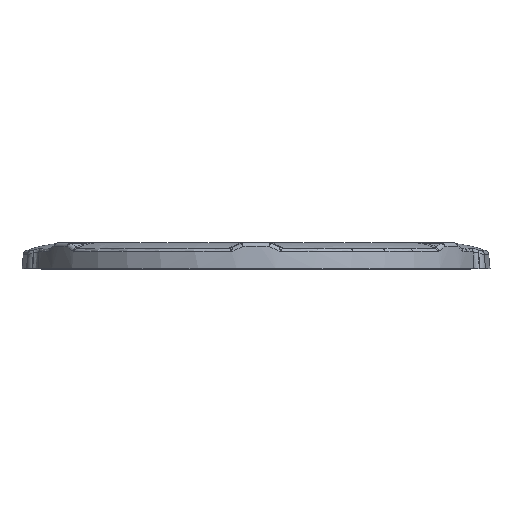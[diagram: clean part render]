
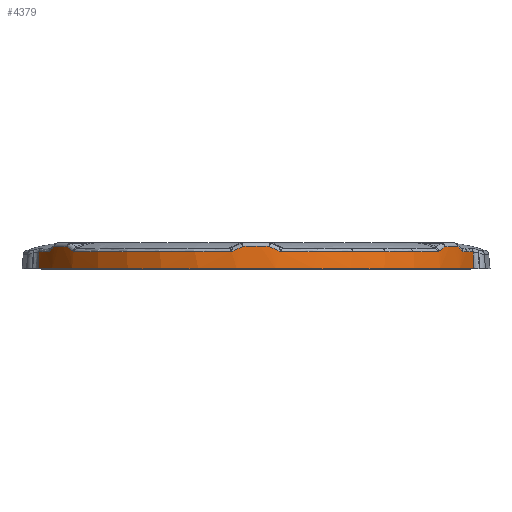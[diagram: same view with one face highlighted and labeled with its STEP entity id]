
A CAD part, top view. The second image highlights one B-rep face of the part: STEP entity #4379.
In plain terms, the highlighted conical face has half-angle 3 degrees and reference radius 57.245 mm.
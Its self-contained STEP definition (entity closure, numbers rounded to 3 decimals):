
#201=CONICAL_SURFACE('',#4775,57.245,0.052);
#495=FACE_OUTER_BOUND('',#769,.T.);
#769=EDGE_LOOP('',(#2985,#2986,#2987,#2988,#2989,#2990,#2991,#2992,#2993,
#2994,#2995,#2996,#2997,#2998,#2999,#3000));
#1039=B_SPLINE_CURVE_WITH_KNOTS('',3,(#6933,#6934,#6935,#6936),
 .UNSPECIFIED.,.F.,.F.,(4,4),(0.001,0.005),
 .UNSPECIFIED.);
#1040=B_SPLINE_CURVE_WITH_KNOTS('',3,(#6940,#6941,#6942,#6943),
 .UNSPECIFIED.,.F.,.F.,(4,4),(0.,0.004),
 .UNSPECIFIED.);
#1311=CIRCLE('',#4776,56.954);
#1312=CIRCLE('',#4777,68.812);
#1313=CIRCLE('',#4778,57.021);
#1314=CIRCLE('',#4779,68.812);
#1315=CIRCLE('',#4780,56.954);
#1316=CIRCLE('',#4781,68.812);
#1317=CIRCLE('',#4782,57.021);
#1318=CIRCLE('',#4783,57.245);
#1319=CIRCLE('',#4784,57.021);
#1320=CIRCLE('',#4785,68.812);
#1321=CIRCLE('',#4786,56.954);
#1322=CIRCLE('',#4787,68.812);
#1323=CIRCLE('',#4788,57.021);
#1324=CIRCLE('',#4789,68.812);
#1783=VERTEX_POINT('',#6917);
#1784=VERTEX_POINT('',#6918);
#1785=VERTEX_POINT('',#6920);
#1786=VERTEX_POINT('',#6922);
#1787=VERTEX_POINT('',#6924);
#1788=VERTEX_POINT('',#6926);
#1789=VERTEX_POINT('',#6928);
#1790=VERTEX_POINT('',#6930);
#1791=VERTEX_POINT('',#6932);
#1792=VERTEX_POINT('',#6937);
#1793=VERTEX_POINT('',#6939);
#1794=VERTEX_POINT('',#6944);
#1795=VERTEX_POINT('',#6946);
#1796=VERTEX_POINT('',#6948);
#1797=VERTEX_POINT('',#6950);
#1798=VERTEX_POINT('',#6952);
#2245=EDGE_CURVE('',#1783,#1784,#1311,.T.);
#2246=EDGE_CURVE('',#1784,#1785,#1312,.T.);
#2247=EDGE_CURVE('',#1785,#1786,#1313,.T.);
#2248=EDGE_CURVE('',#1786,#1787,#1314,.T.);
#2249=EDGE_CURVE('',#1787,#1788,#1315,.T.);
#2250=EDGE_CURVE('',#1788,#1789,#1316,.T.);
#2251=EDGE_CURVE('',#1789,#1790,#1317,.T.);
#2252=EDGE_CURVE('',#1790,#1791,#1039,.T.);
#2253=EDGE_CURVE('',#1792,#1791,#1318,.T.);
#2254=EDGE_CURVE('',#1792,#1793,#1040,.T.);
#2255=EDGE_CURVE('',#1793,#1794,#1319,.T.);
#2256=EDGE_CURVE('',#1794,#1795,#1320,.T.);
#2257=EDGE_CURVE('',#1795,#1796,#1321,.T.);
#2258=EDGE_CURVE('',#1796,#1797,#1322,.T.);
#2259=EDGE_CURVE('',#1797,#1798,#1323,.T.);
#2260=EDGE_CURVE('',#1798,#1783,#1324,.T.);
#2985=ORIENTED_EDGE('',*,*,#2245,.T.);
#2986=ORIENTED_EDGE('',*,*,#2246,.T.);
#2987=ORIENTED_EDGE('',*,*,#2247,.T.);
#2988=ORIENTED_EDGE('',*,*,#2248,.T.);
#2989=ORIENTED_EDGE('',*,*,#2249,.T.);
#2990=ORIENTED_EDGE('',*,*,#2250,.T.);
#2991=ORIENTED_EDGE('',*,*,#2251,.T.);
#2992=ORIENTED_EDGE('',*,*,#2252,.T.);
#2993=ORIENTED_EDGE('',*,*,#2253,.F.);
#2994=ORIENTED_EDGE('',*,*,#2254,.T.);
#2995=ORIENTED_EDGE('',*,*,#2255,.T.);
#2996=ORIENTED_EDGE('',*,*,#2256,.T.);
#2997=ORIENTED_EDGE('',*,*,#2257,.T.);
#2998=ORIENTED_EDGE('',*,*,#2258,.T.);
#2999=ORIENTED_EDGE('',*,*,#2259,.T.);
#3000=ORIENTED_EDGE('',*,*,#2260,.T.);
#4379=ADVANCED_FACE('',(#495),#201,.T.);
#4775=AXIS2_PLACEMENT_3D('',#6916,#5513,#5514);
#4776=AXIS2_PLACEMENT_3D('',#6919,#5515,#5516);
#4777=AXIS2_PLACEMENT_3D('',#6921,#5517,#5518);
#4778=AXIS2_PLACEMENT_3D('',#6923,#5519,#5520);
#4779=AXIS2_PLACEMENT_3D('',#6925,#5521,#5522);
#4780=AXIS2_PLACEMENT_3D('',#6927,#5523,#5524);
#4781=AXIS2_PLACEMENT_3D('',#6929,#5525,#5526);
#4782=AXIS2_PLACEMENT_3D('',#6931,#5527,#5528);
#4783=AXIS2_PLACEMENT_3D('',#6938,#5529,#5530);
#4784=AXIS2_PLACEMENT_3D('',#6945,#5531,#5532);
#4785=AXIS2_PLACEMENT_3D('',#6947,#5533,#5534);
#4786=AXIS2_PLACEMENT_3D('',#6949,#5535,#5536);
#4787=AXIS2_PLACEMENT_3D('',#6951,#5537,#5538);
#4788=AXIS2_PLACEMENT_3D('',#6953,#5539,#5540);
#4789=AXIS2_PLACEMENT_3D('',#6954,#5541,#5542);
#5513=DIRECTION('center_axis',(0.,-1.,0.));
#5514=DIRECTION('ref_axis',(0.,0.,1.));
#5515=DIRECTION('center_axis',(0.,-1.,0.));
#5516=DIRECTION('ref_axis',(-1.,0.,0.));
#5517=DIRECTION('center_axis',(0.417,-0.909,0.));
#5518=DIRECTION('ref_axis',(-0.07,-0.031,0.997));
#5519=DIRECTION('center_axis',(0.,-1.,0.));
#5520=DIRECTION('ref_axis',(0.,0.,-1.));
#5521=DIRECTION('center_axis',(-0.209,-0.909,-0.361));
#5522=DIRECTION('ref_axis',(-0.851,-0.013,0.525));
#5523=DIRECTION('center_axis',(0.,-1.,0.));
#5524=DIRECTION('ref_axis',(0.,0.,1.));
#5525=DIRECTION('center_axis',(0.208,-0.909,0.361));
#5526=DIRECTION('ref_axis',(-0.898,-0.031,0.438));
#5527=DIRECTION('center_axis',(0.,-1.,0.));
#5528=DIRECTION('ref_axis',(0.,0.,-1.));
#5529=DIRECTION('center_axis',(0.,-1.,0.));
#5530=DIRECTION('ref_axis',(0.,0.,1.));
#5531=DIRECTION('center_axis',(0.,-1.,0.));
#5532=DIRECTION('ref_axis',(0.,0.,-1.));
#5533=DIRECTION('center_axis',(-0.208,-0.909,0.361));
#5534=DIRECTION('ref_axis',(0.88,-0.013,0.475));
#5535=DIRECTION('center_axis',(0.,-1.,0.));
#5536=DIRECTION('ref_axis',(0.,0.,
1.));
#5537=DIRECTION('center_axis',(0.209,-0.909,-0.361));
#5538=DIRECTION('ref_axis',(0.829,-0.031,0.559));
#5539=DIRECTION('center_axis',(0.,-1.,0.));
#5540=DIRECTION('ref_axis',(0.,0.,-1.));
#5541=DIRECTION('center_axis',(-0.417,-0.909,0.));
#5542=DIRECTION('ref_axis',(0.029,-0.013,1.));
#6916=CARTESIAN_POINT('Origin',(0.,0.,0.));
#6917=CARTESIAN_POINT('',(3.337,5.552,56.856));
#6918=CARTESIAN_POINT('',(-3.337,5.552,56.856));
#6919=CARTESIAN_POINT('Origin',(0.,5.552,0.));
#6920=CARTESIAN_POINT('',(-6.147,4.265,56.689));
#6921=CARTESIAN_POINT('Origin',(-1.358,6.432,-11.922));
#6922=CARTESIAN_POINT('',(-46.021,4.265,33.668));
#6923=CARTESIAN_POINT('Origin',(0.,4.265,0.));
#6924=CARTESIAN_POINT('',(-47.57,5.552,31.318));
#6925=CARTESIAN_POINT('Origin',(11.003,6.432,-4.785));
#6926=CARTESIAN_POINT('',(-50.907,5.552,25.538));
#6927=CARTESIAN_POINT('Origin',(0.,5.552,0.));
#6928=CARTESIAN_POINT('',(-52.168,4.265,23.021));
#6929=CARTESIAN_POINT('Origin',(9.646,6.432,-7.137));
#6930=CARTESIAN_POINT('',(-54.794,4.265,15.783));
#6931=CARTESIAN_POINT('Origin',(0.,4.265,0.));
#6932=CARTESIAN_POINT('',(-54.985,0.,15.927));
#6933=CARTESIAN_POINT('Ctrl Pts',(-54.794,4.265,15.783));
#6934=CARTESIAN_POINT('Ctrl Pts',(-54.857,2.843,15.831));
#6935=CARTESIAN_POINT('Ctrl Pts',(-54.921,1.422,15.879));
#6936=CARTESIAN_POINT('Ctrl Pts',(-54.985,0.,15.927));
#6937=CARTESIAN_POINT('',(54.985,0.,15.927));
#6938=CARTESIAN_POINT('Origin',(0.,0.,0.));
#6939=CARTESIAN_POINT('',(54.794,4.265,15.783));
#6940=CARTESIAN_POINT('Ctrl Pts',(54.985,0.,15.927));
#6941=CARTESIAN_POINT('Ctrl Pts',(54.921,1.422,15.879));
#6942=CARTESIAN_POINT('Ctrl Pts',(54.857,2.843,15.831));
#6943=CARTESIAN_POINT('Ctrl Pts',(54.794,4.265,15.783));
#6944=CARTESIAN_POINT('',(52.168,4.265,23.021));
#6945=CARTESIAN_POINT('Origin',(0.,4.265,0.));
#6946=CARTESIAN_POINT('',(50.907,5.552,25.538));
#6947=CARTESIAN_POINT('Origin',(-9.646,6.432,-7.137));
#6948=CARTESIAN_POINT('',(47.57,5.552,31.318));
#6949=CARTESIAN_POINT('Origin',(0.,5.552,0.));
#6950=CARTESIAN_POINT('',(46.021,4.265,33.668));
#6951=CARTESIAN_POINT('Origin',(-11.003,6.432,-4.785));
#6952=CARTESIAN_POINT('',(6.147,4.265,56.689));
#6953=CARTESIAN_POINT('Origin',(0.,4.265,0.));
#6954=CARTESIAN_POINT('Origin',(1.358,6.432,-11.922));
